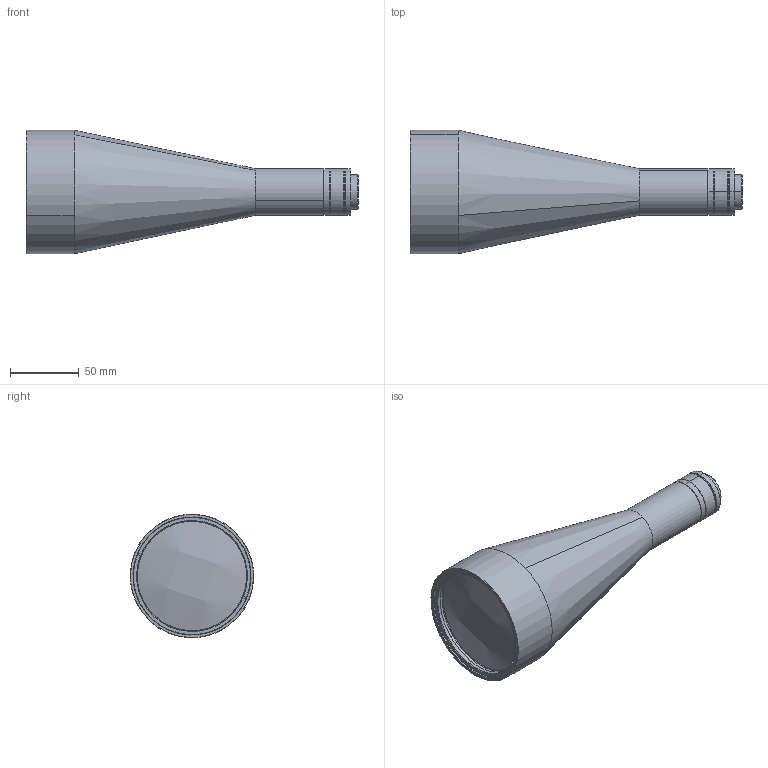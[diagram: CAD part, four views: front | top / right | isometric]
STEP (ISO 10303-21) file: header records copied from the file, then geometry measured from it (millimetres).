
FILE_DESCRIPTION (( 'STEP AP214' ), '1' );
FILE_NAME ('TTL08-70-150C.STEP', '2023-05-12T02:24:14', ( '' ), ( '' ), 'SwSTEP 2.0', 'SolidWorks 2022', '' );
FILE_SCHEMA (( 'AUTOMOTIVE_DESIGN' ));
Length unit declared in the file: millimetre
Products named in the file (1): TTL08-70-150C
Bounding box: 241.89 x 89.92 x 89.92 mm (x, y, z)
Volume: 263190.6 mm3; surface area: 115528.3 mm2
Topology: 21 solids, 21 shells, 349 faces, 757 edges, 472 vertices
Faces by surface type: cylinder 132, cone 101, plane 82, bspline 34
Entity records: 14804 total; most frequent: CARTESIAN_POINT 2873, DIRECTION 1799, ORIENTED_EDGE 1514, AXIS2_PLACEMENT_3D 762, EDGE_CURVE 757, VERTEX_POINT 472, CIRCLE 446, EDGE_LOOP 405
